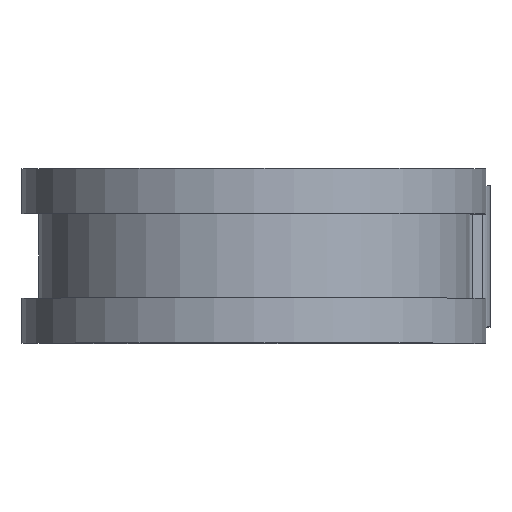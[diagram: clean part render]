
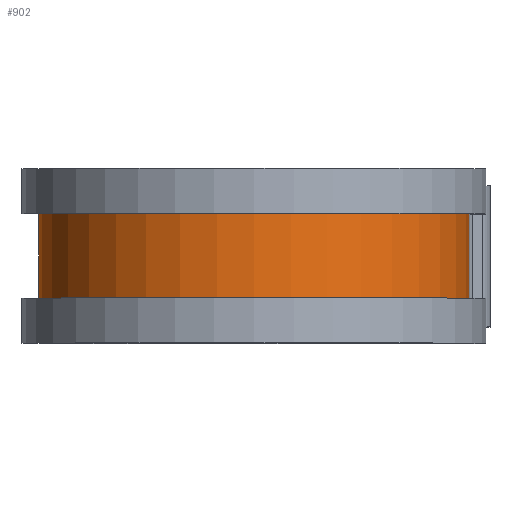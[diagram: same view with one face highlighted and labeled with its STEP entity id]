
A CAD part, top view. The second image highlights one B-rep face of the part: STEP entity #902.
In plain terms, the highlighted cylindrical face has radius 19.406 mm (diameter 38.811 mm), a partial arc.
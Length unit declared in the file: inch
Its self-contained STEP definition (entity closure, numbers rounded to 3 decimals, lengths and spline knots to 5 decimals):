
#25 = EDGE_CURVE ( 'NONE', #1043, #403, #1342, .T. ) ;
#52 = CYLINDRICAL_SURFACE ( 'NONE', #510, 0.764 ) ;
#140 = CARTESIAN_POINT ( 'NONE',  ( 0.764, 0.25, 0. ) ) ;
#212 = ORIENTED_EDGE ( 'NONE', *, *, #586, .F. ) ;
#255 = CIRCLE ( 'NONE', #540, 0.764 ) ;
#329 = ORIENTED_EDGE ( 'NONE', *, *, #1253, .F. ) ;
#391 = CARTESIAN_POINT ( 'NONE',  ( 0.764, -0.15, 0. ) ) ;
#403 = VERTEX_POINT ( 'NONE', #892 ) ;
#424 = DIRECTION ( 'NONE',  ( 0., 0., -1. ) ) ;
#459 = CARTESIAN_POINT ( 'NONE',  ( 0., 0.25, -0.764 ) ) ;
#507 = ORIENTED_EDGE ( 'NONE', *, *, #25, .T. ) ;
#510 = AXIS2_PLACEMENT_3D ( 'NONE', #891, #614, #766 ) ;
#540 = AXIS2_PLACEMENT_3D ( 'NONE', #560, #547, #424 ) ;
#547 = DIRECTION ( 'NONE',  ( 0., -1., 0. ) ) ;
#560 = CARTESIAN_POINT ( 'NONE',  ( 0., -0.15, 0. ) ) ;
#586 = EDGE_CURVE ( 'NONE', #1085, #923, #255, .T. ) ;
#614 = DIRECTION ( 'NONE',  ( 0., -1., 0. ) ) ;
#656 = LINE ( 'NONE', #459, #1371 ) ;
#672 = DIRECTION ( 'NONE',  ( 0., -1., 0. ) ) ;
#766 = DIRECTION ( 'NONE',  ( 0., 0., -1. ) ) ;
#813 = EDGE_LOOP ( 'NONE', ( #329, #507, #1205, #212 ) ) ;
#891 = CARTESIAN_POINT ( 'NONE',  ( 0., 0.25, 0. ) ) ;
#892 = CARTESIAN_POINT ( 'NONE',  ( 0., 0.15, -0.764 ) ) ;
#902 = ADVANCED_FACE ( 'NONE', ( #1140 ), #52, .T. ) ;
#923 = VERTEX_POINT ( 'NONE', #1557 ) ;
#931 = VECTOR ( 'NONE', #1369, 39.37008 ) ;
#1013 = LINE ( 'NONE', #140, #931 ) ;
#1043 = VERTEX_POINT ( 'NONE', #1460 ) ;
#1085 = VERTEX_POINT ( 'NONE', #391 ) ;
#1140 = FACE_OUTER_BOUND ( 'NONE', #813, .T. ) ;
#1192 = AXIS2_PLACEMENT_3D ( 'NONE', #1590, #672, #1601 ) ;
#1205 = ORIENTED_EDGE ( 'NONE', *, *, #1700, .T. ) ;
#1253 = EDGE_CURVE ( 'NONE', #1043, #1085, #1013, .T. ) ;
#1342 = CIRCLE ( 'NONE', #1192, 0.764 ) ;
#1369 = DIRECTION ( 'NONE',  ( 0., -1., 0. ) ) ;
#1371 = VECTOR ( 'NONE', #1401, 39.37008 ) ;
#1401 = DIRECTION ( 'NONE',  ( 0., -1., 0. ) ) ;
#1460 = CARTESIAN_POINT ( 'NONE',  ( 0.764, 0.15, 0. ) ) ;
#1557 = CARTESIAN_POINT ( 'NONE',  ( 0., -0.15, -0.764 ) ) ;
#1590 = CARTESIAN_POINT ( 'NONE',  ( 0., 0.15, 0. ) ) ;
#1601 = DIRECTION ( 'NONE',  ( 0., 0., -1. ) ) ;
#1700 = EDGE_CURVE ( 'NONE', #403, #923, #656, .T. ) ;
